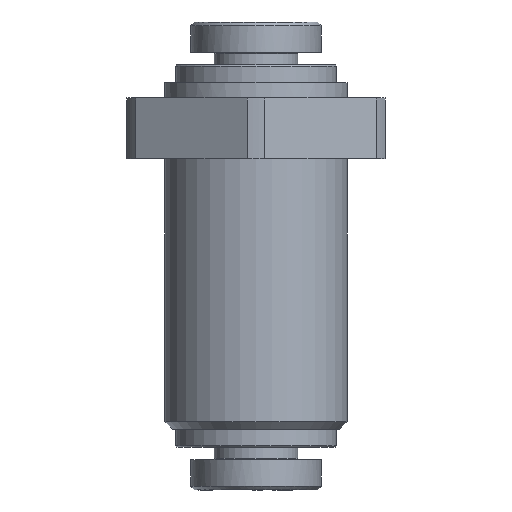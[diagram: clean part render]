
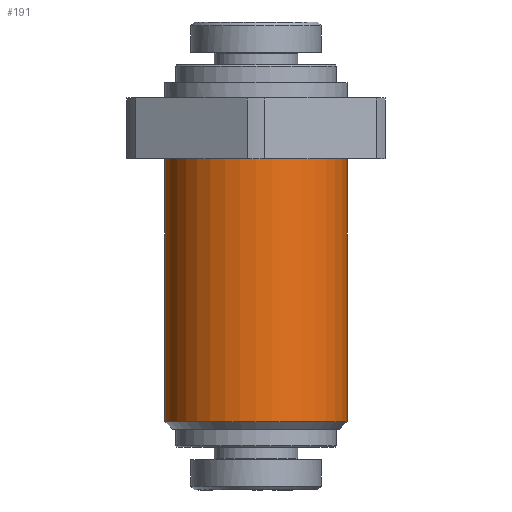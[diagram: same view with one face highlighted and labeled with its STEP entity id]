
A CAD part, front view. The second image highlights one B-rep face of the part: STEP entity #191.
In plain terms, the highlighted cylindrical face has radius 6 mm (diameter 12 mm), a full revolution.
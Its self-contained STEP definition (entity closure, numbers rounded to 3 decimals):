
#149=CARTESIAN_POINT('',(-6.,0.,-19.3));
#150=VERTEX_POINT('',#149);
#151=CARTESIAN_POINT('',(0.,0.0,-19.3));
#152=DIRECTION('',(0.0,0.0,-1.0));
#153=DIRECTION('',(1.0,0.0,0.0));
#154=AXIS2_PLACEMENT_3D('',#151,#152,#153);
#155=CIRCLE('',#154,6.);
#156=EDGE_CURVE('',#150,#150,#155,.T.);
#172=CARTESIAN_POINT('',(0.,0.0,-17.1));
#173=DIRECTION('',(0.,0.0,-1.0));
#174=DIRECTION('',(-1.0,0.0,0.0));
#175=AXIS2_PLACEMENT_3D('',#172,#173,#174);
#176=CYLINDRICAL_SURFACE('',#175,6.);
#177=CARTESIAN_POINT('',(-6.,0.0,-2.));
#178=VERTEX_POINT('',#177);
#179=CARTESIAN_POINT('',(0.,0.0,-2.0));
#180=DIRECTION('',(0.0,0.0,1.0));
#181=DIRECTION('',(-1.0,0.0,0.0));
#182=AXIS2_PLACEMENT_3D('',#179,#180,#181);
#183=CIRCLE('',#182,6.);
#184=EDGE_CURVE('',#178,#178,#183,.T.);
#185=ORIENTED_EDGE('',*,*,#184,.F.);
#186=EDGE_LOOP('',(#185));
#187=FACE_OUTER_BOUND('',#186,.T.);
#188=ORIENTED_EDGE('',*,*,#156,.F.);
#189=EDGE_LOOP('',(#188));
#190=FACE_BOUND('',#189,.T.);
#191=ADVANCED_FACE('',(#187,#190),#176,.T.);
